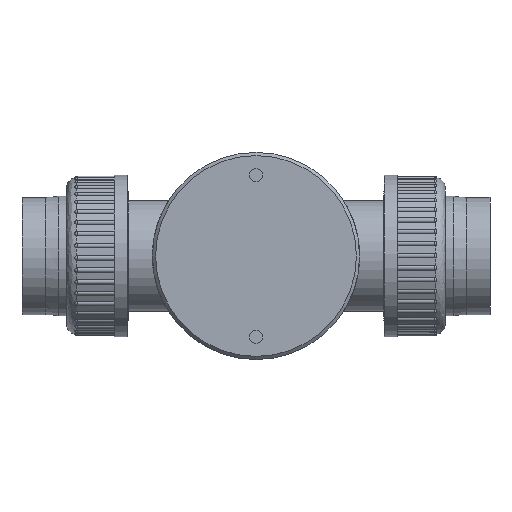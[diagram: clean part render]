
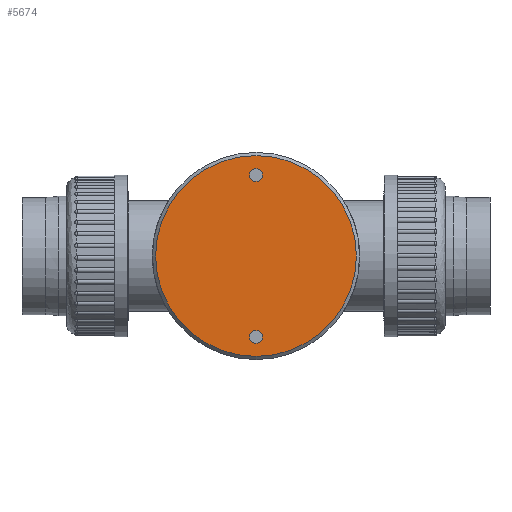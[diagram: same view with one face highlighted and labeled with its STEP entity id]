
A CAD part, front view. The second image highlights one B-rep face of the part: STEP entity #5674.
In plain terms, the highlighted planar face has unit normal (0, -1, 0).
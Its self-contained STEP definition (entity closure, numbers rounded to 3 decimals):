
#194 = CARTESIAN_POINT ( 'NONE',  ( 0., 0., 50. ) ) ;
#537 = DIRECTION ( 'NONE',  ( 0., -1., 0. ) ) ;
#893 = CARTESIAN_POINT ( 'NONE',  ( 0., 0., 0. ) ) ;
#1760 = EDGE_CURVE ( 'NONE', #11031, #11031, #8921, .T. ) ;
#3014 = PLANE ( 'NONE',  #12308 ) ;
#3200 = ORIENTED_EDGE ( 'NONE', *, *, #5265, .F. ) ;
#3394 = VERTEX_POINT ( 'NONE', #4684 ) ;
#4080 = DIRECTION ( 'NONE',  ( 0., -1., 0. ) ) ;
#4592 = CIRCLE ( 'NONE', #9811, 3.969 ) ;
#4684 = CARTESIAN_POINT ( 'NONE',  ( 0., 0., 46.031 ) ) ;
#5265 = EDGE_CURVE ( 'NONE', #12461, #12461, #10794, .T. ) ;
#5674 = ADVANCED_FACE ( 'NONE', ( #6970, #7924, #11129 ), #3014, .F. ) ;
#6192 = CARTESIAN_POINT ( 'NONE',  ( 0., 0., 0. ) ) ;
#6284 = EDGE_LOOP ( 'NONE', ( #10984 ) ) ;
#6970 = FACE_OUTER_BOUND ( 'NONE', #9233, .T. ) ;
#7376 = DIRECTION ( 'NONE',  ( 0., -1., 0. ) ) ;
#7924 = FACE_BOUND ( 'NONE', #6284, .T. ) ;
#8184 = EDGE_LOOP ( 'NONE', ( #3200 ) ) ;
#8402 = AXIS2_PLACEMENT_3D ( 'NONE', #13021, #537, #11947 ) ;
#8534 = DIRECTION ( 'NONE',  ( 0., 0., -1. ) ) ;
#8921 = CIRCLE ( 'NONE', #12179, 62. ) ;
#9233 = EDGE_LOOP ( 'NONE', ( #11077 ) ) ;
#9811 = AXIS2_PLACEMENT_3D ( 'NONE', #194, #7376, #8534 ) ;
#10794 = CIRCLE ( 'NONE', #8402, 3.969 ) ;
#10984 = ORIENTED_EDGE ( 'NONE', *, *, #11687, .F. ) ;
#11031 = VERTEX_POINT ( 'NONE', #12323 ) ;
#11077 = ORIENTED_EDGE ( 'NONE', *, *, #1760, .T. ) ;
#11129 = FACE_BOUND ( 'NONE', #8184, .T. ) ;
#11245 = DIRECTION ( 'NONE',  ( 0., 0., 1. ) ) ;
#11687 = EDGE_CURVE ( 'NONE', #3394, #3394, #4592, .T. ) ;
#11947 = DIRECTION ( 'NONE',  ( 0., 0., -1. ) ) ;
#12179 = AXIS2_PLACEMENT_3D ( 'NONE', #6192, #4080, #11245 ) ;
#12308 = AXIS2_PLACEMENT_3D ( 'NONE', #893, #13090, #13351 ) ;
#12323 = CARTESIAN_POINT ( 'NONE',  ( 0., 0., 62. ) ) ;
#12461 = VERTEX_POINT ( 'NONE', #13457 ) ;
#13021 = CARTESIAN_POINT ( 'NONE',  ( 0., 0., -50. ) ) ;
#13090 = DIRECTION ( 'NONE',  ( 0., 1., 0. ) ) ;
#13351 = DIRECTION ( 'NONE',  ( 0., 0., 1. ) ) ;
#13457 = CARTESIAN_POINT ( 'NONE',  ( 0., 0., -53.969 ) ) ;
